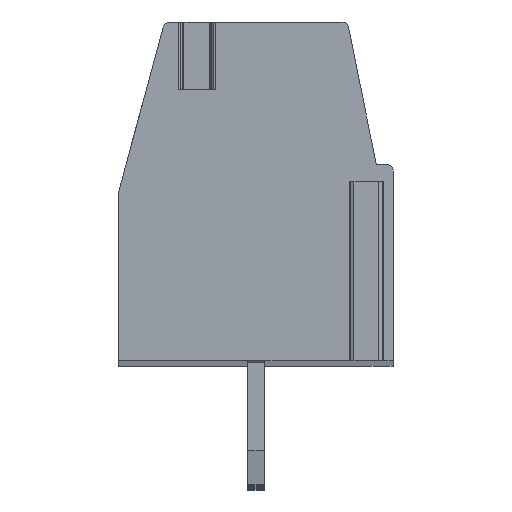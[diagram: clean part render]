
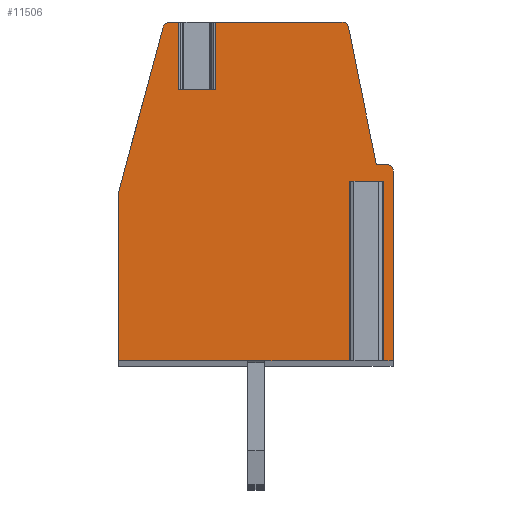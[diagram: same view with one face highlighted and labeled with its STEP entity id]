
A CAD part, top view. The second image highlights one B-rep face of the part: STEP entity #11506.
In plain terms, the highlighted planar face has unit normal (0, 0, 1).
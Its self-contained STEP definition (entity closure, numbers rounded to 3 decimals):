
#374=DIRECTION('',(-1.,0.,0.));
#375=VECTOR('',#374,1.07);
#376=CARTESIAN_POINT('',(-1.21,3.,2.5));
#377=LINE('',#376,#375);
#378=DIRECTION('',(0.,1.,0.));
#379=VECTOR('',#378,2.);
#380=CARTESIAN_POINT('',(-1.21,3.,2.5));
#381=LINE('',#380,#379);
#382=DIRECTION('',(-1.,0.,0.));
#383=VECTOR('',#382,3.746);
#384=CARTESIAN_POINT('',(2.536,5.,2.5));
#385=LINE('',#384,#383);
#386=CARTESIAN_POINT('',(2.536,4.8,2.5));
#387=DIRECTION('',(0.,0.,1.));
#388=DIRECTION('',(0.98,0.198,0.));
#389=AXIS2_PLACEMENT_3D('',#386,#387,#388);
#391=DIRECTION('',(-0.198,0.98,0.));
#392=VECTOR('',#391,4.122);
#393=CARTESIAN_POINT('',(3.55,0.8,2.5));
#394=LINE('',#393,#392);
#395=DIRECTION('',(-1.,0.,0.));
#396=VECTOR('',#395,0.3);
#397=CARTESIAN_POINT('',(3.85,0.8,2.5));
#398=LINE('',#397,#396);
#399=CARTESIAN_POINT('',(3.85,0.6,2.5));
#400=DIRECTION('',(0.,0.,1.));
#401=DIRECTION('',(1.,0.,0.));
#402=AXIS2_PLACEMENT_3D('',#399,#400,#401);
#404=DIRECTION('',(0.,1.,0.));
#405=VECTOR('',#404,5.6);
#406=CARTESIAN_POINT('',(4.05,-5.,2.5));
#407=LINE('',#406,#405);
#408=DIRECTION('',(1.,0.,0.));
#409=VECTOR('',#408,0.495);
#410=CARTESIAN_POINT('',(3.555,-5.,2.5));
#411=LINE('',#410,#409);
#412=DIRECTION('',(0.,1.,0.));
#413=VECTOR('',#412,5.3);
#414=CARTESIAN_POINT('',(3.555,-5.,2.5));
#415=LINE('',#414,#413);
#416=DIRECTION('',(1.,0.,0.));
#417=VECTOR('',#416,0.6);
#418=CARTESIAN_POINT('',(2.955,0.3,2.5));
#419=LINE('',#418,#417);
#420=DIRECTION('',(0.,1.,0.));
#421=VECTOR('',#420,5.3);
#422=CARTESIAN_POINT('',(2.955,-5.,2.5));
#423=LINE('',#422,#421);
#424=DIRECTION('',(1.,0.,0.));
#425=VECTOR('',#424,7.005);
#426=CARTESIAN_POINT('',(-4.05,-5.,2.5));
#427=LINE('',#426,#425);
#428=DIRECTION('',(0.,-1.,0.));
#429=VECTOR('',#428,5.);
#430=CARTESIAN_POINT('',(-4.05,0.,2.5));
#431=LINE('',#430,#429);
#432=DIRECTION('',(-0.261,-0.965,0.));
#433=VECTOR('',#432,5.026);
#434=CARTESIAN_POINT('',(-2.74,4.852,2.5));
#435=LINE('',#434,#433);
#436=CARTESIAN_POINT('',(-2.547,4.8,2.5));
#437=DIRECTION('',(0.,0.,1.));
#438=DIRECTION('',(0.,1.,0.));
#439=AXIS2_PLACEMENT_3D('',#436,#437,#438);
#441=DIRECTION('',(-1.,0.,0.));
#442=VECTOR('',#441,0.267);
#443=CARTESIAN_POINT('',(-2.28,5.,2.5));
#444=LINE('',#443,#442);
#445=DIRECTION('',(0.,1.,0.));
#446=VECTOR('',#445,2.);
#447=CARTESIAN_POINT('',(-2.28,3.,2.5));
#448=LINE('',#447,#446);
#8613=CARTESIAN_POINT('',(4.05,-5.,2.5));
#8614=CARTESIAN_POINT('',(4.05,0.6,2.5));
#8615=VERTEX_POINT('',#8613);
#8616=VERTEX_POINT('',#8614);
#8617=CARTESIAN_POINT('',(3.85,0.8,2.5));
#8618=VERTEX_POINT('',#8617);
#8619=CARTESIAN_POINT('',(3.55,0.8,2.5));
#8620=VERTEX_POINT('',#8619);
#8621=CARTESIAN_POINT('',(2.732,4.84,2.5));
#8622=VERTEX_POINT('',#8621);
#8623=CARTESIAN_POINT('',(2.536,5.,2.5));
#8624=VERTEX_POINT('',#8623);
#8625=CARTESIAN_POINT('',(-2.547,5.,2.5));
#8626=CARTESIAN_POINT('',(-2.74,4.852,2.5));
#8627=VERTEX_POINT('',#8625);
#8628=VERTEX_POINT('',#8626);
#8629=CARTESIAN_POINT('',(-4.05,0.,2.5));
#8630=VERTEX_POINT('',#8629);
#8631=CARTESIAN_POINT('',(-4.05,-5.,2.5));
#8632=VERTEX_POINT('',#8631);
#8649=CARTESIAN_POINT('',(2.955,0.3,2.5));
#8650=CARTESIAN_POINT('',(3.555,0.3,2.5));
#8651=VERTEX_POINT('',#8649);
#8652=VERTEX_POINT('',#8650);
#8653=CARTESIAN_POINT('',(2.955,-5.,2.5));
#8654=VERTEX_POINT('',#8653);
#8655=CARTESIAN_POINT('',(3.555,-5.,2.5));
#8656=VERTEX_POINT('',#8655);
#8725=CARTESIAN_POINT('',(-1.21,3.,2.5));
#8726=CARTESIAN_POINT('',(-2.28,3.,2.5));
#8727=VERTEX_POINT('',#8725);
#8728=VERTEX_POINT('',#8726);
#8729=CARTESIAN_POINT('',(-2.28,5.,2.5));
#8730=VERTEX_POINT('',#8729);
#8731=CARTESIAN_POINT('',(-1.21,5.,2.5));
#8732=VERTEX_POINT('',#8731);
#11466=CARTESIAN_POINT('',(0.,0.,2.5));
#11467=DIRECTION('',(0.,0.,1.));
#11468=DIRECTION('',(1.,0.,0.));
#11469=AXIS2_PLACEMENT_3D('',#11466,#11467,#11468);
#11470=PLANE('',#11469);
#11472=ORIENTED_EDGE('',*,*,#11471,.F.);
#11473=ORIENTED_EDGE('',*,*,#11457,.T.);
#11474=ORIENTED_EDGE('',*,*,#11284,.F.);
#11476=ORIENTED_EDGE('',*,*,#11475,.F.);
#11478=ORIENTED_EDGE('',*,*,#11477,.F.);
#11480=ORIENTED_EDGE('',*,*,#11479,.F.);
#11482=ORIENTED_EDGE('',*,*,#11481,.F.);
#11484=ORIENTED_EDGE('',*,*,#11483,.F.);
#11486=ORIENTED_EDGE('',*,*,#11485,.F.);
#11488=ORIENTED_EDGE('',*,*,#11487,.T.);
#11490=ORIENTED_EDGE('',*,*,#11489,.F.);
#11492=ORIENTED_EDGE('',*,*,#11491,.F.);
#11494=ORIENTED_EDGE('',*,*,#11493,.F.);
#11496=ORIENTED_EDGE('',*,*,#11495,.F.);
#11498=ORIENTED_EDGE('',*,*,#11497,.F.);
#11500=ORIENTED_EDGE('',*,*,#11499,.F.);
#11501=ORIENTED_EDGE('',*,*,#11267,.F.);
#11503=ORIENTED_EDGE('',*,*,#11502,.F.);
#11504=EDGE_LOOP('',(#11472,#11473,#11474,#11476,#11478,#11480,#11482,#11484,
#11486,#11488,#11490,#11492,#11494,#11496,#11498,#11500,#11501,#11503));
#11505=FACE_OUTER_BOUND('',#11504,.F.);
#390=CIRCLE('',#389,0.2);
#403=CIRCLE('',#402,0.2);
#440=CIRCLE('',#439,0.2);
#11267=EDGE_CURVE('',#8730,#8627,#444,.T.);
#11284=EDGE_CURVE('',#8624,#8732,#385,.T.);
#11457=EDGE_CURVE('',#8727,#8732,#381,.T.);
#11471=EDGE_CURVE('',#8727,#8728,#377,.T.);
#11475=EDGE_CURVE('',#8622,#8624,#390,.T.);
#11477=EDGE_CURVE('',#8620,#8622,#394,.T.);
#11479=EDGE_CURVE('',#8618,#8620,#398,.T.);
#11481=EDGE_CURVE('',#8616,#8618,#403,.T.);
#11483=EDGE_CURVE('',#8615,#8616,#407,.T.);
#11485=EDGE_CURVE('',#8656,#8615,#411,.T.);
#11487=EDGE_CURVE('',#8656,#8652,#415,.T.);
#11489=EDGE_CURVE('',#8651,#8652,#419,.T.);
#11491=EDGE_CURVE('',#8654,#8651,#423,.T.);
#11493=EDGE_CURVE('',#8632,#8654,#427,.T.);
#11495=EDGE_CURVE('',#8630,#8632,#431,.T.);
#11497=EDGE_CURVE('',#8628,#8630,#435,.T.);
#11499=EDGE_CURVE('',#8627,#8628,#440,.T.);
#11502=EDGE_CURVE('',#8728,#8730,#448,.T.);
#11506=ADVANCED_FACE('',(#11505),#11470,.T.);
